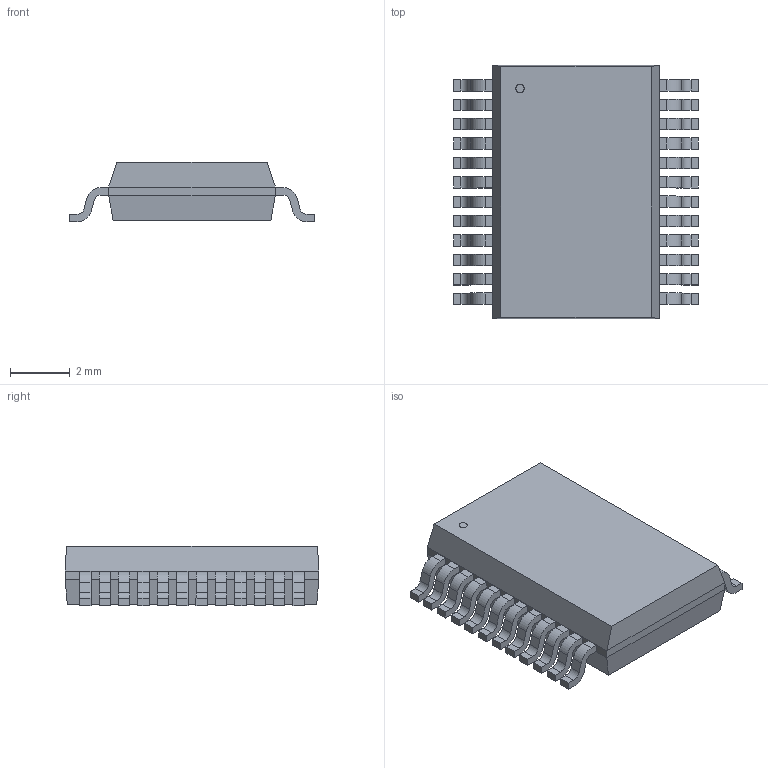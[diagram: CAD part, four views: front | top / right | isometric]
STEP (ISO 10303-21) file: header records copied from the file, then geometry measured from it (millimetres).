
FILE_DESCRIPTION(('STEP AP214'),'1');
FILE_NAME('SSOP24_MC_MCH','2020-06-28T03:52:30',(''),(''),'','','');
FILE_SCHEMA(('AUTOMOTIVE_DESIGN'));
Length unit declared in the file: millimetre
Products named in the file (1): product
Bounding box: 8.2 x 8.51 x 2.01 mm (x, y, z)
Volume: 93.6 mm3; surface area: 202.2 mm2
Topology: 26 solids, 26 shells, 353 faces, 895 edges, 594 vertices
Faces by surface type: plane 256, cylinder 97
Full cylindrical faces by diameter (mm): 0.279 x1
Entity records: 10136 total; most frequent: DIRECTION 1798, ORIENTED_EDGE 1788, CARTESIAN_POINT 1047, EDGE_CURVE 894, LINE 700, VECTOR 700, VERTEX_POINT 594, AXIS2_PLACEMENT_3D 549
